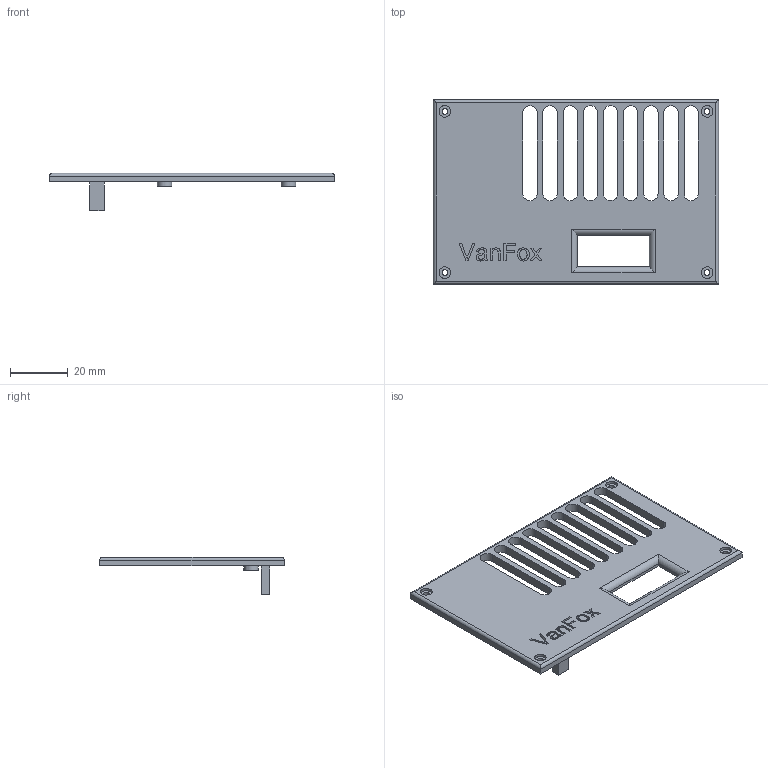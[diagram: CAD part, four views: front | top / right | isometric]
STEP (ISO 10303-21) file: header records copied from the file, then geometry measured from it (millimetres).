
FILE_DESCRIPTION(('FreeCAD Model'),'2;1');
FILE_NAME('Open CASCADE Shape Model','2025-10-17T19:09:08',(''),(''), 'Open CASCADE STEP processor 7.8','FreeCAD','Unknown');
FILE_SCHEMA(('AUTOMOTIVE_DESIGN { 1 0 10303 214 1 1 1 1 }'));
Length unit declared in the file: millimetre
Products named in the file (1): Pad002
Bounding box: 99 x 64 x 13 mm (x, y, z)
Volume: 13797 mm3; surface area: 12659.9 mm2
Topology: 1 solids, 1 shells, 186 faces, 493 edges, 326 vertices
Faces by surface type: plane 92, extrusion 56, cylinder 38
Full cylindrical faces by diameter (mm): 2 x6, 4 x4, 5 x2
Entity records: 5891 total; most frequent: CARTESIAN_POINT 1342, ORIENTED_EDGE 986, DIRECTION 767, EDGE_CURVE 493, VECTOR 369, VERTEX_POINT 326, LINE 313, FACE_BOUND 231
